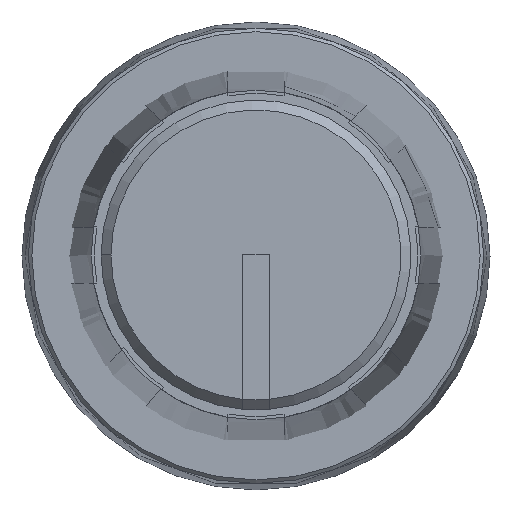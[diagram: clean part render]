
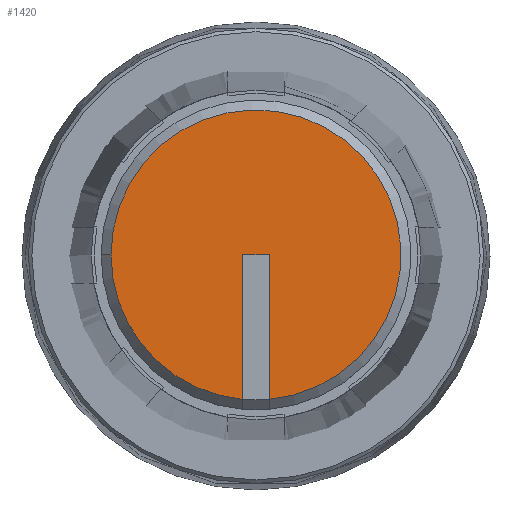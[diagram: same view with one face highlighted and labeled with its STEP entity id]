
A CAD part, top view. The second image highlights one B-rep face of the part: STEP entity #1420.
In plain terms, the highlighted planar face has unit normal (0, 0, 1).
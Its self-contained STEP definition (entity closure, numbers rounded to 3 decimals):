
#1284 = VERTEX_POINT('',#1285);
#1285 = CARTESIAN_POINT('',(0.4,-4.382,18.3));
#1294 = VERTEX_POINT('',#1295);
#1295 = CARTESIAN_POINT('',(-4.4,0.,18.3));
#1301 = EDGE_CURVE('',#1284,#1294,#1302,.T.);
#1302 = CIRCLE('',#1303,4.4);
#1303 = AXIS2_PLACEMENT_3D('',#1304,#1305,#1306);
#1304 = CARTESIAN_POINT('',(0.,0.,18.3));
#1305 = DIRECTION('',(-0.,0.,1.));
#1306 = DIRECTION('',(0.085,-0.996,0.));
#1348 = EDGE_CURVE('',#1349,#1284,#1351,.T.);
#1349 = VERTEX_POINT('',#1350);
#1350 = CARTESIAN_POINT('',(0.4,0.,18.3));
#1351 = LINE('',#1352,#1353);
#1352 = CARTESIAN_POINT('',(0.4,0.,18.3));
#1353 = VECTOR('',#1354,1.);
#1354 = DIRECTION('',(0.,-1.,0.));
#1373 = EDGE_CURVE('',#1374,#1376,#1378,.T.);
#1374 = VERTEX_POINT('',#1375);
#1375 = CARTESIAN_POINT('',(-0.4,0.,18.3));
#1376 = VERTEX_POINT('',#1377);
#1377 = CARTESIAN_POINT('',(-0.4,-4.382,18.3));
#1378 = LINE('',#1379,#1380);
#1379 = CARTESIAN_POINT('',(-0.4,0.,18.3));
#1380 = VECTOR('',#1381,1.);
#1381 = DIRECTION('',(0.,-1.,0.));
#1409 = EDGE_CURVE('',#1294,#1376,#1410,.T.);
#1410 = CIRCLE('',#1411,4.4);
#1411 = AXIS2_PLACEMENT_3D('',#1412,#1413,#1414);
#1412 = CARTESIAN_POINT('',(0.,0.,18.3));
#1413 = DIRECTION('',(0.,0.,1.));
#1414 = DIRECTION('',(-1.,0.,0.));
#1420 = ADVANCED_FACE('',(#1421),#1433,.T.);
#1421 = FACE_BOUND('',#1422,.T.);
#1422 = EDGE_LOOP('',(#1423,#1424,#1425,#1426,#1427));
#1423 = ORIENTED_EDGE('',*,*,#1348,.T.);
#1424 = ORIENTED_EDGE('',*,*,#1301,.T.);
#1425 = ORIENTED_EDGE('',*,*,#1409,.T.);
#1426 = ORIENTED_EDGE('',*,*,#1373,.F.);
#1427 = ORIENTED_EDGE('',*,*,#1428,.F.);
#1428 = EDGE_CURVE('',#1349,#1374,#1429,.T.);
#1429 = LINE('',#1430,#1431);
#1430 = CARTESIAN_POINT('',(0.4,0.,18.3));
#1431 = VECTOR('',#1432,1.);
#1432 = DIRECTION('',(-1.,0.,0.));
#1433 = PLANE('',#1434);
#1434 = AXIS2_PLACEMENT_3D('',#1435,#1436,#1437);
#1435 = CARTESIAN_POINT('',(0.,0.,18.3));
#1436 = DIRECTION('',(0.,0.,1.));
#1437 = DIRECTION('',(-1.,0.,0.));
